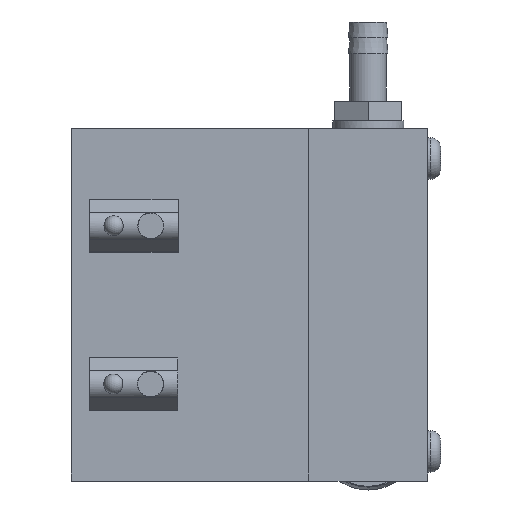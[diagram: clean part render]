
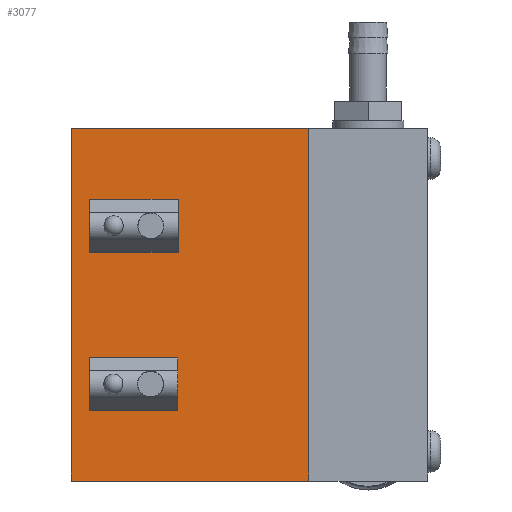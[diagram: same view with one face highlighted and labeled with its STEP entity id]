
A CAD part, left-side view. The second image highlights one B-rep face of the part: STEP entity #3077.
In plain terms, the highlighted planar face has unit normal (-1, 0, 0).
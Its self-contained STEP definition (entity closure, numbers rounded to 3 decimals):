
#195=LINE($,#4736,#409);
#206=LINE($,#4759,#420);
#208=LINE($,#4762,#422);
#209=LINE($,#4763,#423);
#409=VECTOR($,#3730,89.);
#420=VECTOR($,#3749,89.);
#422=VECTOR($,#3753,60.);
#423=VECTOR($,#3754,60.);
#625=PLANE($,#3320);
#763=FACE_BOUND($,#1094,.T.);
#764=FACE_BOUND($,#1095,.T.);
#765=FACE_BOUND($,#1096,.T.);
#1094=EDGE_LOOP($,(#2252));
#1095=EDGE_LOOP($,(#2253));
#1096=EDGE_LOOP($,(#2254,#2255,#2256,#2257));
#1405=CIRCLE($,#3311,4.25);
#1407=CIRCLE($,#3314,4.25);
#1538=VERTEX_POINT($,#4721);
#1540=VERTEX_POINT($,#4726);
#1541=VERTEX_POINT($,#4729);
#1544=VERTEX_POINT($,#4734);
#1551=VERTEX_POINT($,#4756);
#1552=VERTEX_POINT($,#4758);
#1821=EDGE_CURVE($,#1538,#1538,#1405,.T.);
#1823=EDGE_CURVE($,#1540,#1540,#1407,.T.);
#1827=EDGE_CURVE($,#1544,#1541,#195,.T.);
#1838=EDGE_CURVE($,#1552,#1551,#206,.T.);
#1840=EDGE_CURVE($,#1551,#1541,#208,.T.);
#1841=EDGE_CURVE($,#1552,#1544,#209,.T.);
#2252=ORIENTED_EDGE($,*,*,#1821,.T.);
#2253=ORIENTED_EDGE($,*,*,#1823,.T.);
#2254=ORIENTED_EDGE($,*,*,#1840,.T.);
#2255=ORIENTED_EDGE($,*,*,#1827,.F.);
#2256=ORIENTED_EDGE($,*,*,#1841,.F.);
#2257=ORIENTED_EDGE($,*,*,#1838,.T.);
#3077=ADVANCED_FACE($,(#763,#764,#765),#625,.T.);
#3311=AXIS2_PLACEMENT_3D($,#4722,#3717,#3718);
#3314=AXIS2_PLACEMENT_3D($,#4727,#3723,#3724);
#3320=AXIS2_PLACEMENT_3D($,#4761,#3751,#3752);
#3717=DIRECTION('center_axis',(1.,0.,0.));
#3718=DIRECTION('ref_axis',(0.,0.,1.));
#3723=DIRECTION('center_axis',(1.,0.,0.));
#3724=DIRECTION('ref_axis',(0.,0.,1.));
#3730=DIRECTION($,(0.,0.,1.));
#3749=DIRECTION($,(0.,0.,1.));
#3751=DIRECTION('center_axis',(-1.,0.,0.));
#3752=DIRECTION('ref_axis',(0.,0.,1.));
#3753=DIRECTION($,(0.,1.,0.));
#3754=DIRECTION($,(0.,1.,0.));
#4721=CARTESIAN_POINT('',(0.,39.944,68.75));
#4722=CARTESIAN_POINT('Origin',(0.,39.944,64.5));
#4726=CARTESIAN_POINT('',(0.,40.,28.75));
#4727=CARTESIAN_POINT('Origin',(0.,40.,24.5));
#4729=CARTESIAN_POINT('',(0.,60.,89.));
#4734=CARTESIAN_POINT('',(0.,60.,0.));
#4736=CARTESIAN_POINT($,(0.,60.,0.));
#4756=CARTESIAN_POINT('',(0.,0.,89.));
#4758=CARTESIAN_POINT('',(0.,0.,0.));
#4759=CARTESIAN_POINT($,(0.,0.,0.));
#4761=CARTESIAN_POINT('Origin',(0.,0.,0.));
#4762=CARTESIAN_POINT($,(0.,0.,89.));
#4763=CARTESIAN_POINT($,(0.,0.,0.));
